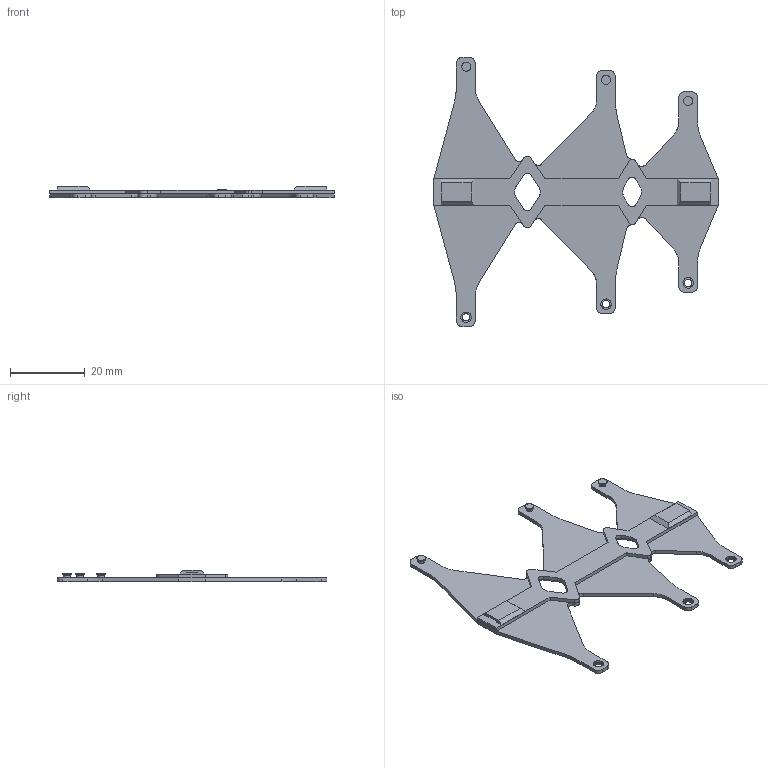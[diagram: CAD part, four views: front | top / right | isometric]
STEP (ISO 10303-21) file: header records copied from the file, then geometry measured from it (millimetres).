
FILE_DESCRIPTION(/* description */ (''),/* implementation_level */ '2;1');
FILE_NAME(/* name */ 'OpenPrintSense.step',/* time_stamp */ '2026-01-04T17:43:47+01:00',/* author */ (''),/* organization */ (''),/* preprocessor_version */ 'ST-DEVELOPER v20.1',/* originating_system */ 'Autodesk Translation Framework v14.21.0.0',/* authorisation */ '');
FILE_SCHEMA (('AUTOMOTIVE_DESIGN { 1 0 10303 214 3 1 1 }'));
Length unit declared in the file: millimetre
Products named in the file (1): Test
Bounding box: 76 x 72 x 3 mm (x, y, z)
Volume: 3122.7 mm3; surface area: 6953.5 mm2
Topology: 5 solids, 5 shells, 208 faces, 527 edges, 346 vertices
Faces by surface type: plane 121, bspline 52, cylinder 35
Full cylindrical faces by diameter (mm): 1.8 x3, 2 x6, 2.2 x3, 2.3 x3, 2.4 x3, 2.8 x3
Entity records: 7998 total; most frequent: CARTESIAN_POINT 3322, ORIENTED_EDGE 1054, DIRECTION 753, EDGE_CURVE 527, VERTEX_POINT 346, LINE 299, VECTOR 299, EDGE_LOOP 239
